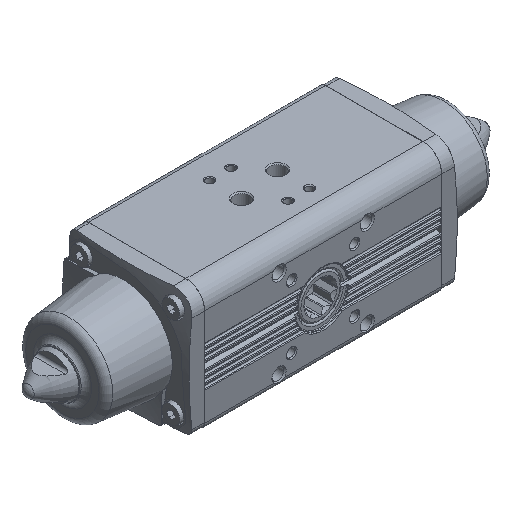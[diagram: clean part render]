
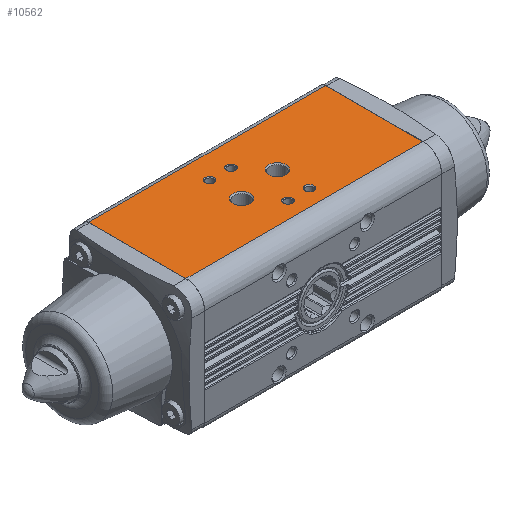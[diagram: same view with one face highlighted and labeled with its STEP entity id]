
A CAD part, isometric view. The second image highlights one B-rep face of the part: STEP entity #10562.
In plain terms, the highlighted planar face has unit normal (0, 0, 1).
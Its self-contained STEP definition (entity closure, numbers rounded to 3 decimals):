
#196=PLANE('',#11219);
#543=CIRCLE('',#11220,2.5);
#544=CIRCLE('',#11221,2.5);
#545=CIRCLE('',#11222,2.5);
#546=CIRCLE('',#11223,2.5);
#547=CIRCLE('',#11224,4.864);
#548=CIRCLE('',#11225,4.864);
#728=LINE('',#13915,#1214);
#975=LINE('',#15770,#1461);
#978=LINE('',#15776,#1464);
#991=LINE('',#15838,#1477);
#1214=VECTOR('',#11749,1000.);
#1461=VECTOR('',#12588,1000.);
#1464=VECTOR('',#12595,1000.);
#1477=VECTOR('',#12646,1000.);
#2527=ORIENTED_EDGE('',*,*,#4440,.F.);
#2528=ORIENTED_EDGE('',*,*,#4441,.F.);
#2529=ORIENTED_EDGE('',*,*,#4442,.F.);
#2530=ORIENTED_EDGE('',*,*,#4443,.F.);
#2531=ORIENTED_EDGE('',*,*,#4444,.F.);
#2532=ORIENTED_EDGE('',*,*,#4445,.F.);
#2533=ORIENTED_EDGE('',*,*,#4415,.T.);
#2534=ORIENTED_EDGE('',*,*,#3808,.F.);
#2535=ORIENTED_EDGE('',*,*,#4411,.F.);
#2536=ORIENTED_EDGE('',*,*,#4446,.T.);
#3808=EDGE_CURVE('',#4861,#4862,#728,.T.);
#4411=EDGE_CURVE('',#5340,#4861,#975,.T.);
#4415=EDGE_CURVE('',#5342,#4862,#978,.T.);
#4440=EDGE_CURVE('',#5366,#5366,#543,.T.);
#4441=EDGE_CURVE('',#5367,#5367,#544,.T.);
#4442=EDGE_CURVE('',#5368,#5368,#545,.T.);
#4443=EDGE_CURVE('',#5369,#5369,#546,.T.);
#4444=EDGE_CURVE('',#5370,#5370,#547,.T.);
#4445=EDGE_CURVE('',#5371,#5371,#548,.T.);
#4446=EDGE_CURVE('',#5340,#5342,#991,.T.);
#4861=VERTEX_POINT('',#13914);
#4862=VERTEX_POINT('',#13916);
#5340=VERTEX_POINT('',#15769);
#5342=VERTEX_POINT('',#15777);
#5366=VERTEX_POINT('',#15827);
#5367=VERTEX_POINT('',#15829);
#5368=VERTEX_POINT('',#15831);
#5369=VERTEX_POINT('',#15833);
#5370=VERTEX_POINT('',#15835);
#5371=VERTEX_POINT('',#15837);
#5954=EDGE_LOOP('',(#2527));
#5955=EDGE_LOOP('',(#2528));
#5956=EDGE_LOOP('',(#2529));
#5957=EDGE_LOOP('',(#2530));
#5958=EDGE_LOOP('',(#2531));
#5959=EDGE_LOOP('',(#2532));
#5960=EDGE_LOOP('',(#2533,#2534,#2535,#2536));
#6568=FACE_BOUND('',#5954,.T.);
#6569=FACE_BOUND('',#5955,.T.);
#6570=FACE_BOUND('',#5956,.T.);
#6571=FACE_BOUND('',#5957,.T.);
#6572=FACE_BOUND('',#5958,.T.);
#6573=FACE_BOUND('',#5959,.T.);
#6574=FACE_BOUND('',#5960,.T.);
#10562=ADVANCED_FACE('',(#6568,#6569,#6570,#6571,#6572,#6573,#6574),#196,
 .F.);
#11219=AXIS2_PLACEMENT_3D('',#15825,#12632,#12633);
#11220=AXIS2_PLACEMENT_3D('',#15826,#12634,#12635);
#11221=AXIS2_PLACEMENT_3D('',#15828,#12636,#12637);
#11222=AXIS2_PLACEMENT_3D('',#15830,#12638,#12639);
#11223=AXIS2_PLACEMENT_3D('',#15832,#12640,#12641);
#11224=AXIS2_PLACEMENT_3D('',#15834,#12642,#12643);
#11225=AXIS2_PLACEMENT_3D('',#15836,#12644,#12645);
#11749=DIRECTION('',(-1.,0.,0.));
#12588=DIRECTION('',(0.,-1.,0.));
#12595=DIRECTION('',(0.,-1.,0.));
#12632=DIRECTION('',(0.,0.,-1.));
#12633=DIRECTION('',(-1.,0.,0.));
#12634=DIRECTION('',(0.,0.,1.));
#12635=DIRECTION('',(1.,0.,0.));
#12636=DIRECTION('',(0.,0.,1.));
#12637=DIRECTION('',(1.,0.,0.));
#12638=DIRECTION('',(0.,0.,1.));
#12639=DIRECTION('',(1.,0.,0.));
#12640=DIRECTION('',(0.,0.,1.));
#12641=DIRECTION('',(1.,0.,0.));
#12642=DIRECTION('',(0.,0.,1.));
#12643=DIRECTION('',(1.,0.,0.));
#12644=DIRECTION('',(0.,0.,1.));
#12645=DIRECTION('',(1.,0.,0.));
#12646=DIRECTION('',(-1.,0.,0.));
#13914=CARTESIAN_POINT('',(66.5,-27.2,37.7));
#13915=CARTESIAN_POINT('',(66.5,-27.2,37.7));
#13916=CARTESIAN_POINT('',(-66.5,-27.2,37.7));
#15769=CARTESIAN_POINT('',(66.5,27.5,37.7));
#15770=CARTESIAN_POINT('',(66.5,27.5,37.7));
#15776=CARTESIAN_POINT('',(-66.5,27.5,37.7));
#15777=CARTESIAN_POINT('',(-66.5,27.5,37.7));
#15825=CARTESIAN_POINT('',(66.5,27.5,37.7));
#15826=CARTESIAN_POINT('',(-12.,14.,37.7));
#15827=CARTESIAN_POINT('',(-9.5,14.,37.7));
#15828=CARTESIAN_POINT('',(0.,14.,37.7));
#15829=CARTESIAN_POINT('',(2.5,14.,37.7));
#15830=CARTESIAN_POINT('',(12.,-18.,37.7));
#15831=CARTESIAN_POINT('',(14.5,-18.,37.7));
#15832=CARTESIAN_POINT('',(0.,-18.,37.7));
#15833=CARTESIAN_POINT('',(2.5,-18.,37.7));
#15834=CARTESIAN_POINT('',(-12.,-4.,37.7));
#15835=CARTESIAN_POINT('',(-7.136,-4.,37.7));
#15836=CARTESIAN_POINT('',(12.,0.,37.7));
#15837=CARTESIAN_POINT('',(16.864,0.,37.7));
#15838=CARTESIAN_POINT('',(66.5,27.5,37.7));
